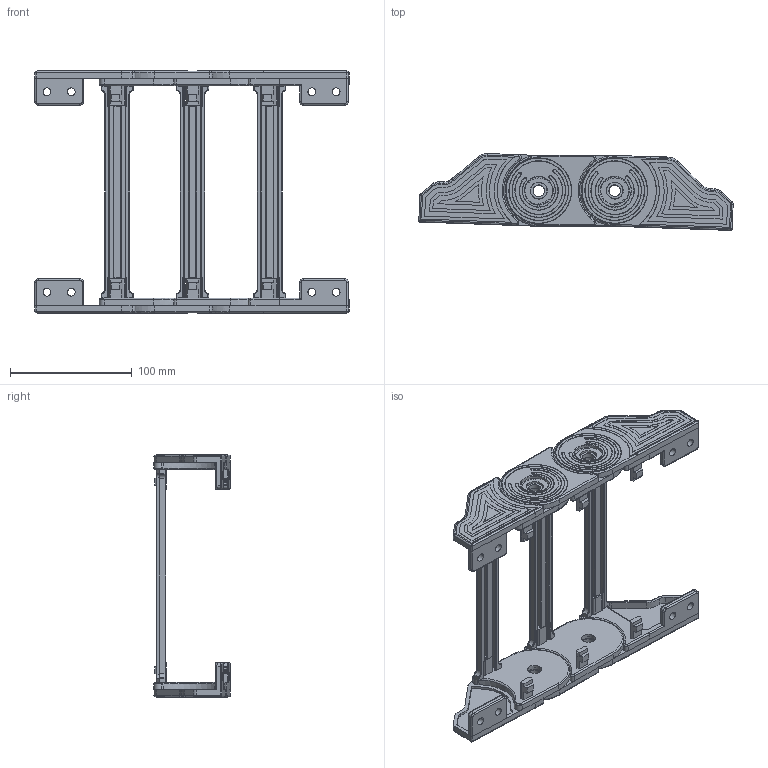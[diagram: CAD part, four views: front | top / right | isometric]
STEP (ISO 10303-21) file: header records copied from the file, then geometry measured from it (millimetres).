
FILE_DESCRIPTION (( 'STEP AP214' ), '1' );
FILE_NAME ('CK42-A175-ESKÝ AYAK.STEP', '2019-09-18T12:19:36', ( '' ), ( '' ), 'SwSTEP 2.0', 'SolidWorks 2017', '' );
FILE_SCHEMA (( 'AUTOMOTIVE_DESIGN' ));
Length unit declared in the file: millimetre
Products named in the file (1): CK42-A175-ESKÝ AYAK
Bounding box: 258.63 x 62.95 x 199.8 mm (x, y, z)
Volume: 287608.6 mm3; surface area: 158446.9 mm2
Topology: 9 solids, 9 shells, 2100 faces, 5404 edges, 3376 vertices
Faces by surface type: plane 878, cylinder 828, bspline 276, torus 80, sphere 38
Entity records: 92464 total; most frequent: CARTESIAN_POINT 44359, ORIENTED_EDGE 10700, DIRECTION 8888, EDGE_CURVE 5350, VERTEX_POINT 3376, VECTOR 3010, LINE 3010, AXIS2_PLACEMENT_3D 2939
